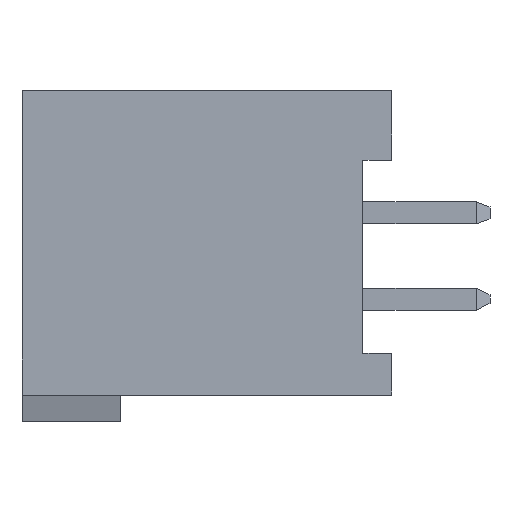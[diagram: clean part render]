
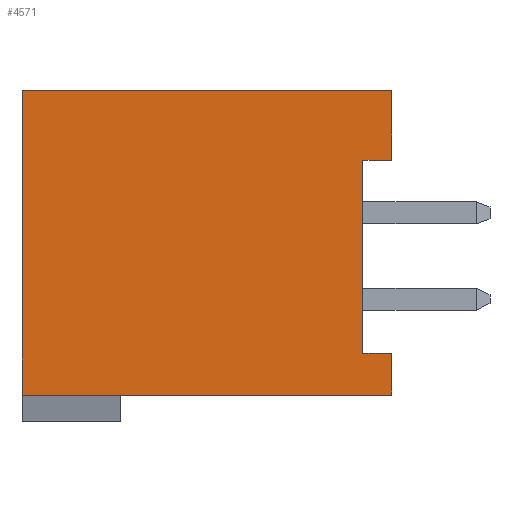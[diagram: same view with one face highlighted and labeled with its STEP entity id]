
A CAD part, left-side view. The second image highlights one B-rep face of the part: STEP entity #4571.
In plain terms, the highlighted planar face has unit normal (-1, 0, 0).
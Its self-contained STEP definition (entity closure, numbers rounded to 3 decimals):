
#613=DIRECTION('',(0.,0.,1.));
#614=VECTOR('',#613,2.05);
#615=CARTESIAN_POINT('',(-10.06,-5.45,2.825));
#616=LINE('',#615,#614);
#633=DIRECTION('',(0.,0.,1.));
#634=VECTOR('',#633,1.225);
#635=CARTESIAN_POINT('',(-10.06,-5.45,-4.1));
#636=LINE('',#635,#634);
#657=DIRECTION('',(0.,-1.,0.));
#658=VECTOR('',#657,10.9);
#659=CARTESIAN_POINT('',(-10.06,5.45,-4.1));
#660=LINE('',#659,#658);
#661=DIRECTION('',(0.,0.,1.));
#662=VECTOR('',#661,8.975);
#663=CARTESIAN_POINT('',(-10.06,5.45,-4.1));
#664=LINE('',#663,#662);
#665=DIRECTION('',(0.,1.,0.));
#666=VECTOR('',#665,0.85);
#667=CARTESIAN_POINT('',(-10.06,-5.45,2.825));
#668=LINE('',#667,#666);
#669=DIRECTION('',(0.,0.,1.));
#670=VECTOR('',#669,5.7);
#671=CARTESIAN_POINT('',(-10.06,-4.6,-2.875));
#672=LINE('',#671,#670);
#673=DIRECTION('',(0.,1.,0.));
#674=VECTOR('',#673,0.85);
#675=CARTESIAN_POINT('',(-10.06,-5.45,-2.875));
#676=LINE('',#675,#674);
#681=DIRECTION('',(0.,-1.,0.));
#682=VECTOR('',#681,10.9);
#683=CARTESIAN_POINT('',(-10.06,5.45,4.875));
#684=LINE('',#683,#682);
#2905=CARTESIAN_POINT('',(-10.06,5.45,4.875));
#2906=CARTESIAN_POINT('',(-10.06,-5.45,4.875));
#2907=VERTEX_POINT('',#2905);
#2908=VERTEX_POINT('',#2906);
#2925=CARTESIAN_POINT('',(-10.06,-5.45,-2.875));
#2926=CARTESIAN_POINT('',(-10.06,-4.6,-2.875));
#2927=VERTEX_POINT('',#2925);
#2928=VERTEX_POINT('',#2926);
#2929=CARTESIAN_POINT('',(-10.06,-4.6,2.825));
#2930=VERTEX_POINT('',#2929);
#2931=CARTESIAN_POINT('',(-10.06,-5.45,2.825));
#2932=VERTEX_POINT('',#2931);
#3019=CARTESIAN_POINT('',(-10.06,5.45,-4.1));
#3020=CARTESIAN_POINT('',(-10.06,-5.45,-4.1));
#3021=VERTEX_POINT('',#3019);
#3022=VERTEX_POINT('',#3020);
#4554=CARTESIAN_POINT('',(-10.06,5.45,-4.875));
#4555=DIRECTION('',(-1.,0.,0.));
#4556=DIRECTION('',(0.,-1.,0.));
#4557=AXIS2_PLACEMENT_3D('',#4554,#4555,#4556);
#4558=PLANE('',#4557);
#4559=ORIENTED_EDGE('',*,*,#3999,.F.);
#4560=ORIENTED_EDGE('',*,*,#3887,.T.);
#4562=ORIENTED_EDGE('',*,*,#4561,.T.);
#4563=ORIENTED_EDGE('',*,*,#4506,.F.);
#4564=ORIENTED_EDGE('',*,*,#4267,.T.);
#4565=ORIENTED_EDGE('',*,*,#4308,.F.);
#4567=ORIENTED_EDGE('',*,*,#4566,.F.);
#4568=ORIENTED_EDGE('',*,*,#4533,.F.);
#4569=EDGE_LOOP('',(#4559,#4560,#4562,#4563,#4564,#4565,#4567,#4568));
#4570=FACE_OUTER_BOUND('',#4569,.F.);
#4571=ADVANCED_FACE('',(#4570),#4558,.T.);
#3887=EDGE_CURVE('',#3021,#2907,#664,.T.);
#3999=EDGE_CURVE('',#3021,#3022,#660,.T.);
#4267=EDGE_CURVE('',#2932,#2930,#668,.T.);
#4308=EDGE_CURVE('',#2928,#2930,#672,.T.);
#4506=EDGE_CURVE('',#2932,#2908,#616,.T.);
#4533=EDGE_CURVE('',#3022,#2927,#636,.T.);
#4561=EDGE_CURVE('',#2907,#2908,#684,.T.);
#4566=EDGE_CURVE('',#2927,#2928,#676,.T.);
